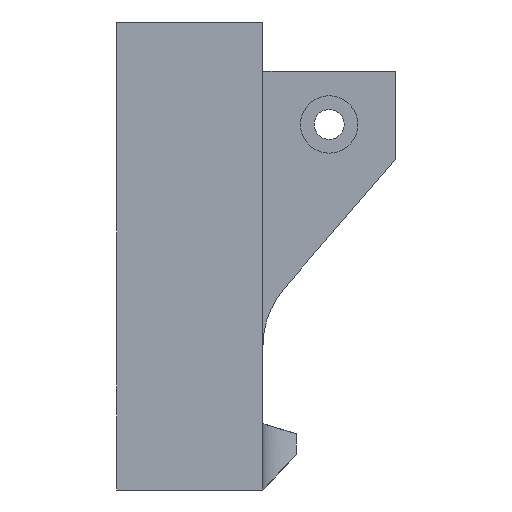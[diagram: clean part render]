
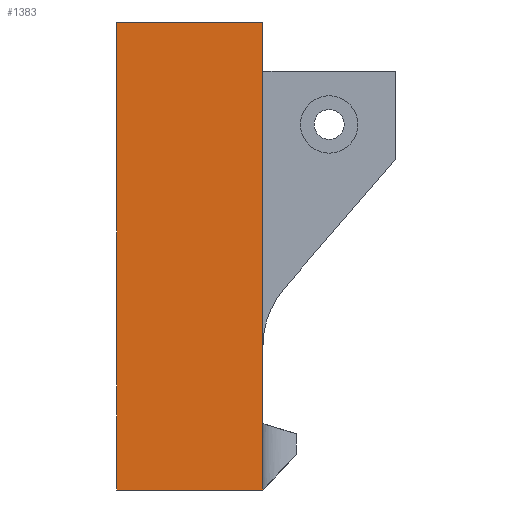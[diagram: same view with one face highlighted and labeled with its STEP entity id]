
A CAD part, left-side view. The second image highlights one B-rep face of the part: STEP entity #1383.
In plain terms, the highlighted face is planar.
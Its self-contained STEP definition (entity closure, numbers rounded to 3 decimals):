
#22 = VECTOR ( 'NONE', #1206, 1000. ) ;
#190 = EDGE_CURVE ( 'NONE', #276, #1073, #2240, .T. ) ;
#202 = CARTESIAN_POINT ( 'NONE',  ( -65.946, 9.45, 0. ) ) ;
#229 = LINE ( 'NONE', #804, #1775 ) ;
#276 = VERTEX_POINT ( 'NONE', #1172 ) ;
#375 = CARTESIAN_POINT ( 'NONE',  ( -12.946, 26.029, 0. ) ) ;
#503 = CARTESIAN_POINT ( 'NONE',  ( -12.946, 26.029, 0. ) ) ;
#804 = CARTESIAN_POINT ( 'NONE',  ( -70.946, 9.45, 0. ) ) ;
#809 = EDGE_CURVE ( 'NONE', #844, #2405, #939, .T. ) ;
#844 = VERTEX_POINT ( 'NONE', #375 ) ;
#867 = PLANE ( 'NONE',  #885 ) ;
#885 = AXIS2_PLACEMENT_3D ( 'NONE', #2401, #1734, #1159 ) ;
#939 = LINE ( 'NONE', #503, #1007 ) ;
#979 = CARTESIAN_POINT ( 'NONE',  ( -15.946, 26.029, 0. ) ) ;
#980 = EDGE_CURVE ( 'NONE', #844, #276, #2232, .T. ) ;
#1007 = VECTOR ( 'NONE', #2673, 1000. ) ;
#1073 = VERTEX_POINT ( 'NONE', #202 ) ;
#1159 = DIRECTION ( 'NONE',  ( 1., 0., 0. ) ) ;
#1172 = CARTESIAN_POINT ( 'NONE',  ( -65.946, 26.029, 0. ) ) ;
#1206 = DIRECTION ( 'NONE',  ( 0., -1., 0. ) ) ;
#1217 = DIRECTION ( 'NONE',  ( -1., 0., 0. ) ) ;
#1238 = ORIENTED_EDGE ( 'NONE', *, *, #980, .T. ) ;
#1246 = DIRECTION ( 'NONE',  ( 1., 0., 0. ) ) ;
#1329 = CARTESIAN_POINT ( 'NONE',  ( -12.946, 9.45, 0. ) ) ;
#1383 = ADVANCED_FACE ( 'NONE', ( #2497 ), #867, .T. ) ;
#1394 = ORIENTED_EDGE ( 'NONE', *, *, #2434, .T. ) ;
#1633 = EDGE_LOOP ( 'NONE', ( #1238, #2694, #1394, #1800 ) ) ;
#1734 = DIRECTION ( 'NONE',  ( 0., 0., 1. ) ) ;
#1775 = VECTOR ( 'NONE', #1246, 1000. ) ;
#1800 = ORIENTED_EDGE ( 'NONE', *, *, #809, .F. ) ;
#2232 = LINE ( 'NONE', #979, #2719 ) ;
#2240 = LINE ( 'NONE', #2477, #22 ) ;
#2401 = CARTESIAN_POINT ( 'NONE',  ( 0., 0., 0. ) ) ;
#2405 = VERTEX_POINT ( 'NONE', #1329 ) ;
#2434 = EDGE_CURVE ( 'NONE', #1073, #2405, #229, .T. ) ;
#2477 = CARTESIAN_POINT ( 'NONE',  ( -65.946, 0., 0. ) ) ;
#2497 = FACE_OUTER_BOUND ( 'NONE', #1633, .T. ) ;
#2673 = DIRECTION ( 'NONE',  ( 0., -1., 0. ) ) ;
#2694 = ORIENTED_EDGE ( 'NONE', *, *, #190, .T. ) ;
#2719 = VECTOR ( 'NONE', #1217, 1000. ) ;
